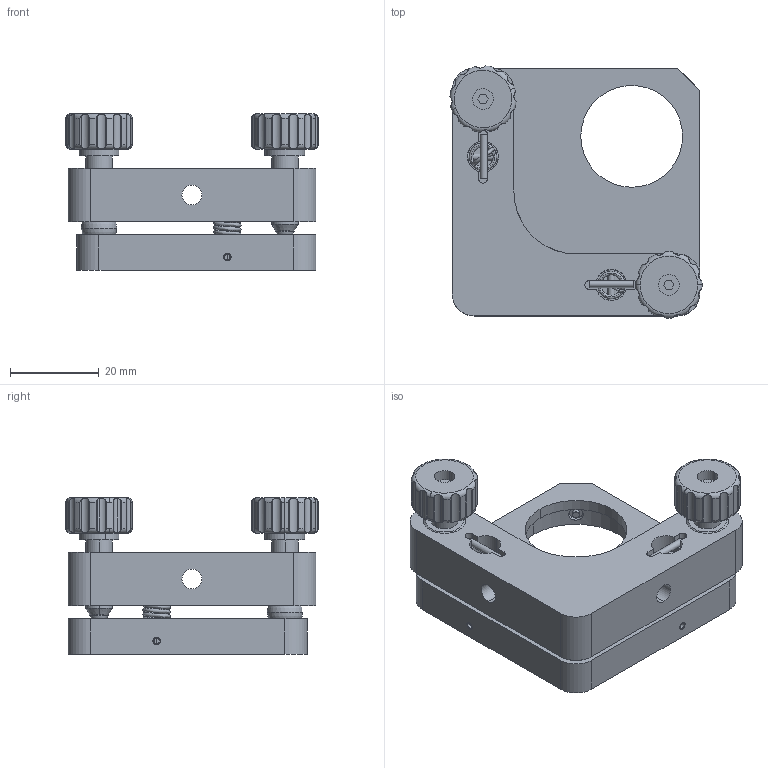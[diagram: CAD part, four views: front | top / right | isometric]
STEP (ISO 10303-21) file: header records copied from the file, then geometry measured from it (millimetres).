
FILE_DESCRIPTION (( 'STEP AP203' ), '1' );
FILE_NAME ('04CMT-1(M).STEP', '2016-03-03T03:42:52', ( '' ), ( '' ), 'SwSTEP 2.0', 'SolidWorks 2016', '' );
FILE_SCHEMA (( 'CONFIG_CONTROL_DESIGN' ));
Length unit declared in the file: millimetre
Products named in the file (1): 04CMT-1(M)
Bounding box: 56.97 x 56.97 x 35.36 mm (x, y, z)
Volume: 36431.7 mm3; surface area: 20317.8 mm2
Topology: 22 solids, 22 shells, 425 faces, 1097 edges, 707 vertices
Faces by surface type: cylinder 233, plane 113, bspline 24, cone 22, sphere 17, torus 16
Entity records: 20630 total; most frequent: CARTESIAN_POINT 10679, ORIENTED_EDGE 2116, DIRECTION 1969, EDGE_CURVE 1058, AXIS2_PLACEMENT_3D 775, VERTEX_POINT 689, EDGE_LOOP 473, ADVANCED_FACE 425
